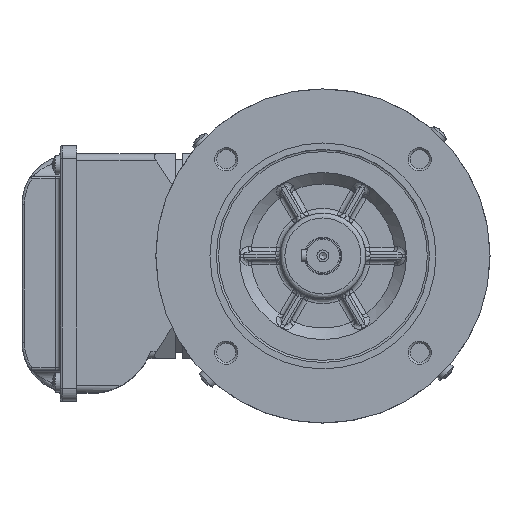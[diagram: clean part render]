
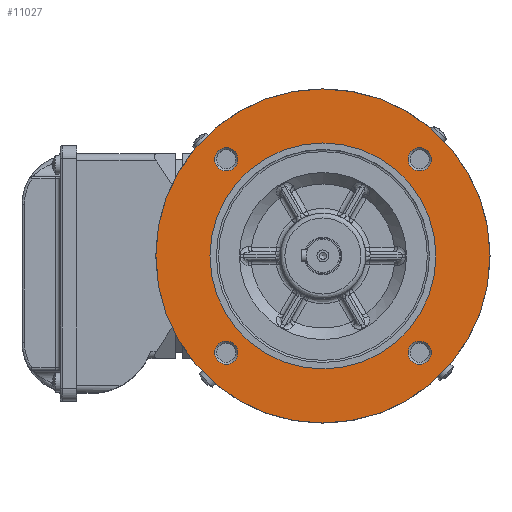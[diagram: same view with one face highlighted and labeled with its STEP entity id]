
A CAD part, top view. The second image highlights one B-rep face of the part: STEP entity #11027.
In plain terms, the highlighted face is planar.
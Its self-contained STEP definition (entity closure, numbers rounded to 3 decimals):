
#5433=FACE_BOUND('',#17425,.T.);
#5434=FACE_BOUND('',#17426,.T.);
#5435=FACE_BOUND('',#17427,.T.);
#5436=FACE_BOUND('',#17428,.T.);
#5437=FACE_BOUND('',#17429,.T.);
#5438=FACE_BOUND('',#17430,.T.);
#6536=CIRCLE('',#51574,47.5);
#6723=CIRCLE('',#51880,70.24);
#6787=CIRCLE('',#51988,4.88);
#6788=CIRCLE('',#51989,4.88);
#6789=CIRCLE('',#51990,4.88);
#6790=CIRCLE('',#51991,4.88);
#11027=ADVANCED_FACE('',(#5433,#5434,#5435,#5436,#5437,#5438),#12476,.F.);
#12476=PLANE('',#51992);
#17425=EDGE_LOOP('',(#29373));
#17426=EDGE_LOOP('',(#29374));
#17427=EDGE_LOOP('',(#29375));
#17428=EDGE_LOOP('',(#29376));
#17429=EDGE_LOOP('',(#29377));
#17430=EDGE_LOOP('',(#29378));
#29373=ORIENTED_EDGE('',*,*,#41402,.F.);
#29374=ORIENTED_EDGE('',*,*,#41403,.F.);
#29375=ORIENTED_EDGE('',*,*,#41215,.T.);
#29376=ORIENTED_EDGE('',*,*,#40757,.T.);
#29377=ORIENTED_EDGE('',*,*,#41404,.F.);
#29378=ORIENTED_EDGE('',*,*,#41405,.F.);
#34618=VERTEX_POINT('',#89806);
#34912=VERTEX_POINT('',#93642);
#35032=VERTEX_POINT('',#94984);
#35033=VERTEX_POINT('',#94986);
#35034=VERTEX_POINT('',#94988);
#35035=VERTEX_POINT('',#94990);
#40757=EDGE_CURVE('',#34618,#34618,#6536,.T.);
#41215=EDGE_CURVE('',#34912,#34912,#6723,.T.);
#41402=EDGE_CURVE('',#35032,#35032,#6787,.T.);
#41403=EDGE_CURVE('',#35033,#35033,#6788,.T.);
#41404=EDGE_CURVE('',#35034,#35034,#6789,.T.);
#41405=EDGE_CURVE('',#35035,#35035,#6790,.T.);
#51574=AXIS2_PLACEMENT_3D('',#89805,#60831,#60832);
#51880=AXIS2_PLACEMENT_3D('',#93641,#61551,#61552);
#51988=AXIS2_PLACEMENT_3D('',#94983,#61817,#61818);
#51989=AXIS2_PLACEMENT_3D('',#94985,#61819,#61820);
#51990=AXIS2_PLACEMENT_3D('',#94987,#61821,#61822);
#51991=AXIS2_PLACEMENT_3D('',#94989,#61823,#61824);
#51992=AXIS2_PLACEMENT_3D('',#94991,#61825,#61826);
#60831=DIRECTION('',(0.,0.,1.));
#60832=DIRECTION('',(1.,0.,0.));
#61551=DIRECTION('',(0.,0.,-1.));
#61552=DIRECTION('',(1.,0.,0.));
#61817=DIRECTION('',(0.,0.,-1.));
#61818=DIRECTION('',(1.,0.,0.));
#61819=DIRECTION('',(0.,0.,-1.));
#61820=DIRECTION('',(1.,0.,0.));
#61821=DIRECTION('',(0.,0.,-1.));
#61822=DIRECTION('',(1.,0.,0.));
#61823=DIRECTION('',(0.,0.,-1.));
#61824=DIRECTION('',(1.,0.,0.));
#61825=DIRECTION('',(0.,0.,1.));
#61826=DIRECTION('',(1.,0.,0.));
#89805=CARTESIAN_POINT('',(0.,0.,3.193));
#89806=CARTESIAN_POINT('',(47.5,0.,3.193));
#93641=CARTESIAN_POINT('',(0.,0.,3.193));
#93642=CARTESIAN_POINT('',(70.24,0.,3.193));
#94983=CARTESIAN_POINT('',(40.659,-40.659,3.193));
#94984=CARTESIAN_POINT('',(45.539,-40.659,3.193));
#94985=CARTESIAN_POINT('',(-40.659,40.659,3.193));
#94986=CARTESIAN_POINT('',(-35.779,40.659,3.193));
#94987=CARTESIAN_POINT('',(-40.659,-40.659,3.193));
#94988=CARTESIAN_POINT('',(-35.779,-40.659,3.193));
#94989=CARTESIAN_POINT('',(40.659,40.659,3.193));
#94990=CARTESIAN_POINT('',(45.539,40.659,3.193));
#94991=CARTESIAN_POINT('',(0.,0.,3.193));
